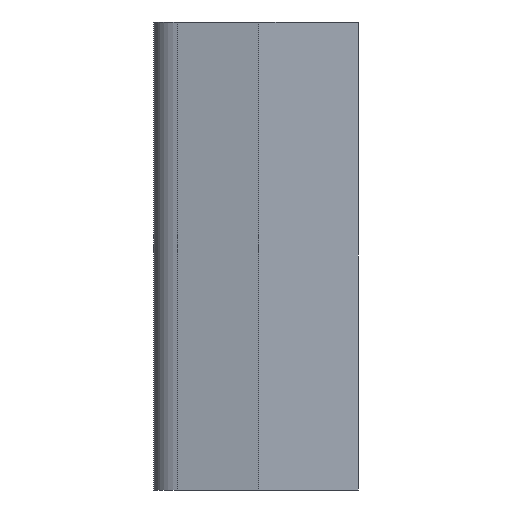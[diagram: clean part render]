
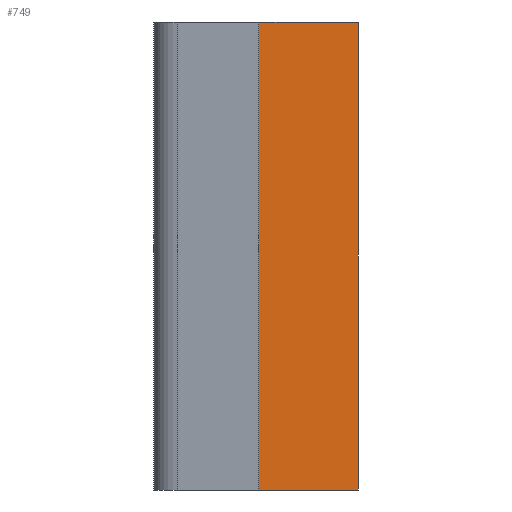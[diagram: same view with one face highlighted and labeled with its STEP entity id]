
A CAD part, left-side view. The second image highlights one B-rep face of the part: STEP entity #749.
In plain terms, the highlighted planar face has unit normal (-1, 0, 0).
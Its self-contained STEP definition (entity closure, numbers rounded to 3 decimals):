
#92 = CARTESIAN_POINT ( 'NONE',  ( -0.8, 0., 0.4 ) ) ;
#108 = EDGE_CURVE ( 'NONE', #216, #177, #1651, .T. ) ;
#112 = PLANE ( 'NONE',  #872 ) ;
#177 = VERTEX_POINT ( 'NONE', #1259 ) ;
#182 = ORIENTED_EDGE ( 'NONE', *, *, #1164, .F. ) ;
#216 = VERTEX_POINT ( 'NONE', #243 ) ;
#243 = CARTESIAN_POINT ( 'NONE',  ( -0.8, 0.17, 0.4 ) ) ;
#533 = CARTESIAN_POINT ( 'NONE',  ( -0.8, 0.17, 0.4 ) ) ;
#581 = EDGE_CURVE ( 'NONE', #1189, #1514, #1365, .T. ) ;
#599 = ORIENTED_EDGE ( 'NONE', *, *, #108, .T. ) ;
#616 = EDGE_LOOP ( 'NONE', ( #1133, #1113, #182, #599 ) ) ;
#686 = DIRECTION ( 'NONE',  ( 0., -1., 0. ) ) ;
#749 = ADVANCED_FACE ( 'NONE', ( #1378 ), #112, .F. ) ;
#785 = LINE ( 'NONE', #1181, #1596 ) ;
#872 = AXIS2_PLACEMENT_3D ( 'NONE', #1387, #1092, #1667 ) ;
#957 = CARTESIAN_POINT ( 'NONE',  ( -0.8, 0., 0.4 ) ) ;
#981 = EDGE_CURVE ( 'NONE', #177, #1514, #785, .T. ) ;
#1037 = CARTESIAN_POINT ( 'NONE',  ( -0.8, 0.17, 0.4 ) ) ;
#1092 = DIRECTION ( 'NONE',  ( 1., 0., 0. ) ) ;
#1113 = ORIENTED_EDGE ( 'NONE', *, *, #581, .F. ) ;
#1133 = ORIENTED_EDGE ( 'NONE', *, *, #981, .T. ) ;
#1164 = EDGE_CURVE ( 'NONE', #216, #1189, #1402, .T. ) ;
#1181 = CARTESIAN_POINT ( 'NONE',  ( -0.8, 0.17, -0.4 ) ) ;
#1189 = VERTEX_POINT ( 'NONE', #957 ) ;
#1232 = VECTOR ( 'NONE', #1654, 1000. ) ;
#1259 = CARTESIAN_POINT ( 'NONE',  ( -0.8, 0.17, -0.4 ) ) ;
#1343 = DIRECTION ( 'NONE',  ( 0., 0., -1. ) ) ;
#1365 = LINE ( 'NONE', #92, #1232 ) ;
#1374 = VECTOR ( 'NONE', #686, 1000. ) ;
#1378 = FACE_OUTER_BOUND ( 'NONE', #616, .T. ) ;
#1387 = CARTESIAN_POINT ( 'NONE',  ( -0.8, 0.17, 0.4 ) ) ;
#1402 = LINE ( 'NONE', #533, #1374 ) ;
#1447 = CARTESIAN_POINT ( 'NONE',  ( -0.8, 0., -0.4 ) ) ;
#1514 = VERTEX_POINT ( 'NONE', #1447 ) ;
#1596 = VECTOR ( 'NONE', #1789, 1000. ) ;
#1651 = LINE ( 'NONE', #1037, #1800 ) ;
#1654 = DIRECTION ( 'NONE',  ( 0., 0., -1. ) ) ;
#1667 = DIRECTION ( 'NONE',  ( 0., 0., -1. ) ) ;
#1789 = DIRECTION ( 'NONE',  ( 0., -1., 0. ) ) ;
#1800 = VECTOR ( 'NONE', #1343, 1000. ) ;
